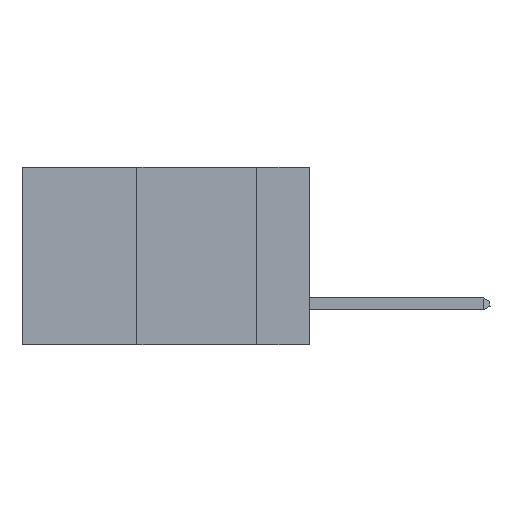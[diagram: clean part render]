
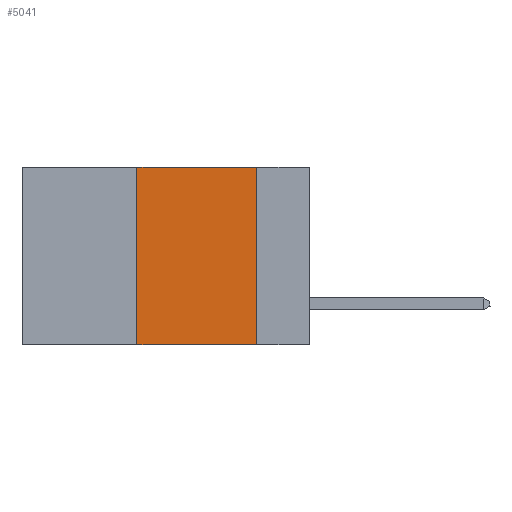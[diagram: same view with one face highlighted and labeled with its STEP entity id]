
A CAD part, left-side view. The second image highlights one B-rep face of the part: STEP entity #5041.
In plain terms, the highlighted planar face has unit normal (-1, 0, 0).
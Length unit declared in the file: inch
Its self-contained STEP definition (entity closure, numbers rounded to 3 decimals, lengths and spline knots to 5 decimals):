
#333 = VECTOR ( 'NONE', #26846, 39.37008 ) ;
#945 = EDGE_CURVE ( 'NONE', #34004, #40722, #40472, .T. ) ;
#3636 = DIRECTION ( 'NONE',  ( 0., 0., -1. ) ) ;
#4428 = EDGE_LOOP ( 'NONE', ( #36350, #31683, #24477, #6237 ) ) ;
#4479 = LINE ( 'NONE', #8413, #9621 ) ;
#5041 = ADVANCED_FACE ( 'NONE', ( #12177 ), #27590, .F. ) ;
#5263 = LINE ( 'NONE', #34221, #13733 ) ;
#5277 = CARTESIAN_POINT ( 'NONE',  ( 0., 0.6, 0. ) ) ;
#6237 = ORIENTED_EDGE ( 'NONE', *, *, #36669, .T. ) ;
#7387 = CARTESIAN_POINT ( 'NONE',  ( 0., 0.11, 0. ) ) ;
#8413 = CARTESIAN_POINT ( 'NONE',  ( 0., 0.6, 0. ) ) ;
#9621 = VECTOR ( 'NONE', #27746, 39.37008 ) ;
#10149 = CARTESIAN_POINT ( 'NONE',  ( 0., 0.11, 0. ) ) ;
#12177 = FACE_OUTER_BOUND ( 'NONE', #4428, .T. ) ;
#13733 = VECTOR ( 'NONE', #36384, 39.37008 ) ;
#13767 = VERTEX_POINT ( 'NONE', #17679 ) ;
#14967 = EDGE_CURVE ( 'NONE', #35146, #34004, #4479, .T. ) ;
#17679 = CARTESIAN_POINT ( 'NONE',  ( 0., 0.36, -0.37 ) ) ;
#20182 = CARTESIAN_POINT ( 'NONE',  ( 0., 0.36, 0. ) ) ;
#21087 = DIRECTION ( 'NONE',  ( 1., 0., 0. ) ) ;
#23775 = VECTOR ( 'NONE', #3636, 39.37008 ) ;
#24477 = ORIENTED_EDGE ( 'NONE', *, *, #26742, .F. ) ;
#26742 = EDGE_CURVE ( 'NONE', #13767, #35146, #40661, .T. ) ;
#26846 = DIRECTION ( 'NONE',  ( 0., 0., 1. ) ) ;
#27590 = PLANE ( 'NONE',  #29910 ) ;
#27746 = DIRECTION ( 'NONE',  ( 0., -1., 0. ) ) ;
#29910 = AXIS2_PLACEMENT_3D ( 'NONE', #5277, #21087, #30704 ) ;
#30704 = DIRECTION ( 'NONE',  ( 0., 0., -1. ) ) ;
#31683 = ORIENTED_EDGE ( 'NONE', *, *, #14967, .F. ) ;
#34004 = VERTEX_POINT ( 'NONE', #7387 ) ;
#34067 = CARTESIAN_POINT ( 'NONE',  ( 0., 0.11, -0.37 ) ) ;
#34221 = CARTESIAN_POINT ( 'NONE',  ( 0., 0.6, -0.37 ) ) ;
#35146 = VERTEX_POINT ( 'NONE', #39553 ) ;
#36350 = ORIENTED_EDGE ( 'NONE', *, *, #945, .F. ) ;
#36384 = DIRECTION ( 'NONE',  ( 0., -1., 0. ) ) ;
#36669 = EDGE_CURVE ( 'NONE', #13767, #40722, #5263, .T. ) ;
#39553 = CARTESIAN_POINT ( 'NONE',  ( 0., 0.36, 0. ) ) ;
#40472 = LINE ( 'NONE', #10149, #23775 ) ;
#40661 = LINE ( 'NONE', #20182, #333 ) ;
#40722 = VERTEX_POINT ( 'NONE', #34067 ) ;
